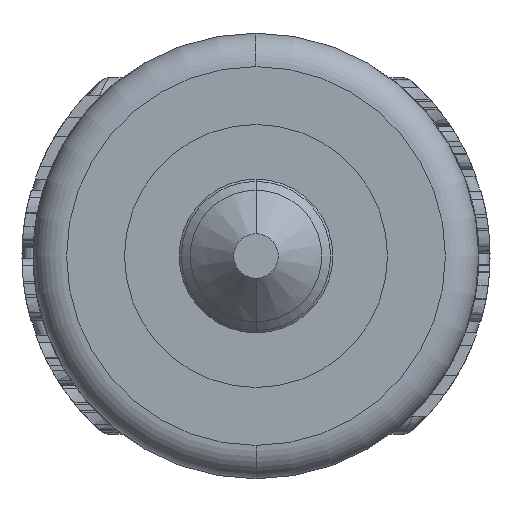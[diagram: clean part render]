
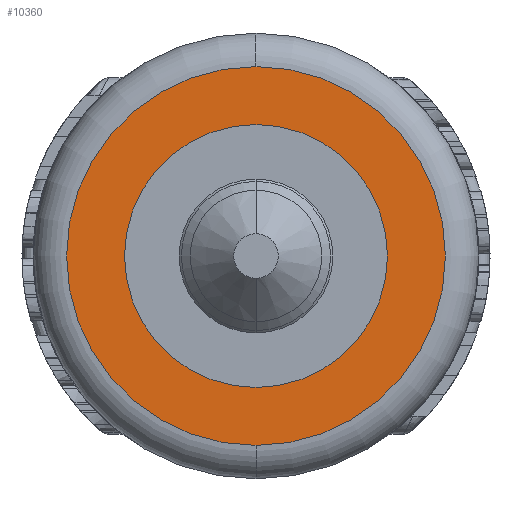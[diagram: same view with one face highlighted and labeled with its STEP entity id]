
A CAD part, front view. The second image highlights one B-rep face of the part: STEP entity #10360.
In plain terms, the highlighted face is planar.
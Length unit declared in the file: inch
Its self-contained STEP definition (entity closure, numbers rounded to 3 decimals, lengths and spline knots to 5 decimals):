
#951 = AXIS2_PLACEMENT_3D ( 'NONE', #10435, #3962, #11500 ) ;
#1680 = CARTESIAN_POINT ( 'NONE',  ( -0.17, 0., 0. ) ) ;
#2552 = AXIS2_PLACEMENT_3D ( 'NONE', #5094, #12641, #6190 ) ;
#3295 = DIRECTION ( 'NONE',  ( 0., 0., -1. ) ) ;
#3962 = DIRECTION ( 'NONE',  ( 0., 0., 1. ) ) ;
#5094 = CARTESIAN_POINT ( 'NONE',  ( 0., 0., 0. ) ) ;
#5165 = AXIS2_PLACEMENT_3D ( 'NONE', #12950, #3295, #10830 ) ;
#5772 = CIRCLE ( 'NONE', #2552, 0.17 ) ;
#6056 = EDGE_CURVE ( 'NONE', #13512, #6794, #5772, .T. ) ;
#6190 = DIRECTION ( 'NONE',  ( -1., 0., 0. ) ) ;
#6778 = CIRCLE ( 'NONE', #951, 0.17 ) ;
#6794 = VERTEX_POINT ( 'NONE', #12928 ) ;
#7590 = PLANE ( 'NONE',  #5165 ) ;
#7595 = FACE_OUTER_BOUND ( 'NONE', #9560, .T. ) ;
#8776 = ORIENTED_EDGE ( 'NONE', *, *, #13617, .T. ) ;
#9560 = EDGE_LOOP ( 'NONE', ( #12733, #8776 ) ) ;
#10360 = ADVANCED_FACE ( 'NONE', ( #7595 ), #7590, .F. ) ;
#10435 = CARTESIAN_POINT ( 'NONE',  ( 0., 0., 0. ) ) ;
#10830 = DIRECTION ( 'NONE',  ( -1., 0., 0. ) ) ;
#11500 = DIRECTION ( 'NONE',  ( -1., 0., 0. ) ) ;
#12641 = DIRECTION ( 'NONE',  ( 0., 0., 1. ) ) ;
#12733 = ORIENTED_EDGE ( 'NONE', *, *, #6056, .T. ) ;
#12928 = CARTESIAN_POINT ( 'NONE',  ( 0.17, 0., 0. ) ) ;
#12950 = CARTESIAN_POINT ( 'NONE',  ( 0.2, 0., 0. ) ) ;
#13512 = VERTEX_POINT ( 'NONE', #1680 ) ;
#13617 = EDGE_CURVE ( 'NONE', #6794, #13512, #6778, .T. ) ;
